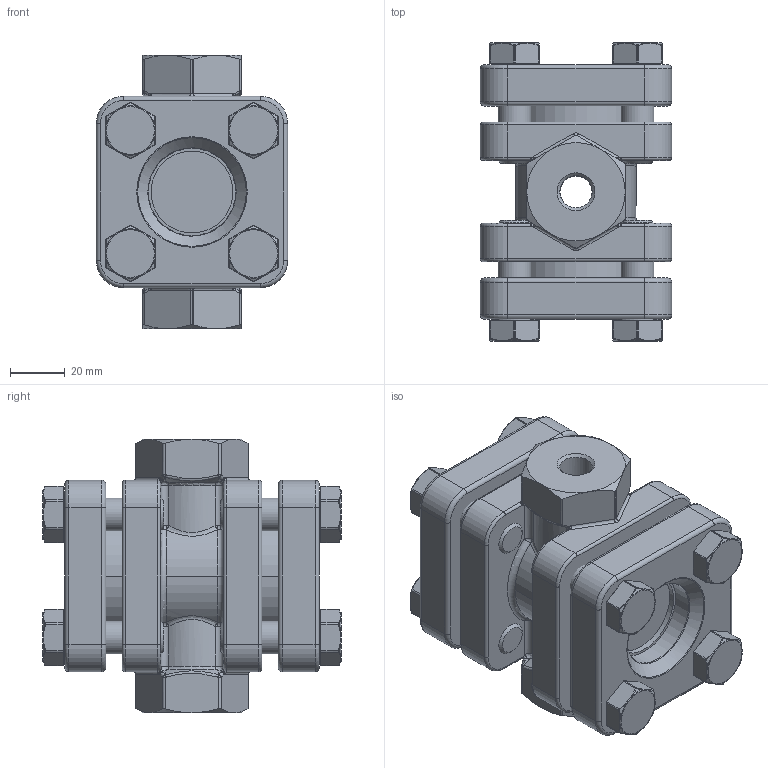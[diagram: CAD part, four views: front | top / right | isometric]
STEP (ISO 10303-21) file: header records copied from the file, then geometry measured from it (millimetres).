
FILE_DESCRIPTION(('HOOPS Exchange Step'),'2;1');
FILE_NAME('GS0X_DN8.stp','2025-05-26T16:33:26+02:00',('nieru'),('Unknown organisation'),'HOOPS Exchange 2024.2','HOOPS Exchange','Unknown authorisation');
FILE_SCHEMA( ('AP203_CONFIGURATION_CONTROLLED_3D_DESIGN_OF_MECHANICAL_PARTS_AND_ASSEMBLIES_MIM_LF') );
Length unit declared in the file: millimetre
Products named in the file (2): 0; root
Assembly tree (1 placements, depth 2):
  root
    0
Bounding box: 70 x 109.08 x 100 mm (x, y, z)
Volume: 349389.7 mm3; surface area: 105161.7 mm2
Topology: 17 solids, 18 shells, 923 faces, 2216 edges, 1335 vertices
Faces by surface type: bspline 320, cylinder 257, plane 136, torus 108, cone 78, sphere 24
Full cylindrical faces by diameter (mm): 8.3 x8, 11 x8, 11.8 x2, 12 x8, 16.4 x8, 32 x3, 48 x4
Entity records: 91756 total; most frequent: CARTESIAN_POINT 71878, ORIENTED_EDGE 4404, DIRECTION 3605, EDGE_CURVE 2204, AXIS2_PLACEMENT_3D 1557, VERTEX_POINT 1335, EDGE_LOOP 992, FACE_BOUND 992
